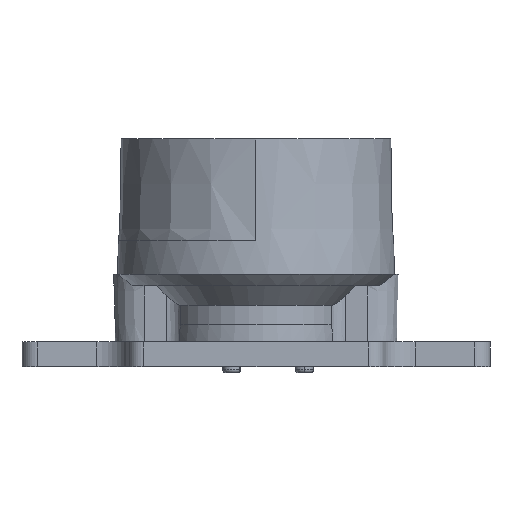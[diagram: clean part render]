
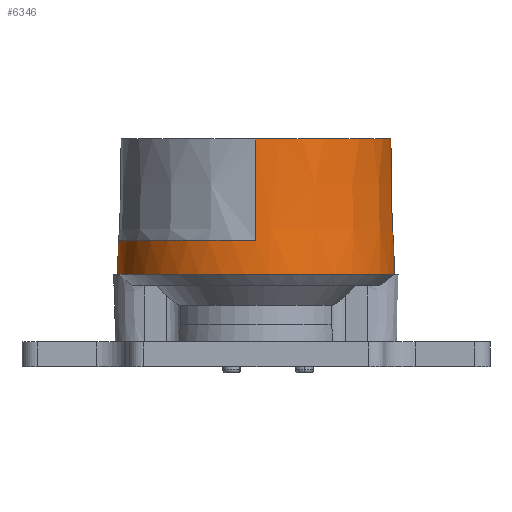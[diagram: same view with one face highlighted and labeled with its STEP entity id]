
A CAD part, left-side view. The second image highlights one B-rep face of the part: STEP entity #6346.
In plain terms, the highlighted conical face has half-angle 1.5 degrees and reference radius 8.764 mm.
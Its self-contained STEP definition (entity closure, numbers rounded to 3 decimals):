
#5028=DIRECTION('',(0.,0.026,1.));
#5029=VECTOR('',#5028,2.186);
#5030=CARTESIAN_POINT('',(0.,-8.877,4.314));
#5031=LINE('',#5030,#5029);
#5035=DIRECTION('',(0.026,0.,-1.));
#5036=VECTOR('',#5035,6.502);
#5037=CARTESIAN_POINT('',(8.65,0.,13.));
#5038=LINE('',#5037,#5036);
#5050=DIRECTION('',(-0.026,0.,-1.));
#5051=VECTOR('',#5050,6.502);
#5052=CARTESIAN_POINT('',(-8.65,0.,13.));
#5053=LINE('',#5052,#5051);
#5057=CARTESIAN_POINT('',(0.,0.,6.5));
#5058=DIRECTION('',(0.,0.,1.));
#5059=DIRECTION('',(0.,1.,0.));
#5060=AXIS2_PLACEMENT_3D('',#5057,#5058,#5059);
#5065=CARTESIAN_POINT('',(0.,0.,4.314));
#5066=DIRECTION('',(0.,0.,1.));
#5067=DIRECTION('',(0.,1.,0.));
#5068=AXIS2_PLACEMENT_3D('',#5065,#5066,#5067);
#5089=CARTESIAN_POINT('',(0.,0.,4.314));
#5090=DIRECTION('',(0.,0.,1.));
#5091=DIRECTION('',(-0.126,-0.992,0.));
#5092=AXIS2_PLACEMENT_3D('',#5089,#5090,#5091);
#5113=DIRECTION('',(0.,-0.026,1.));
#5114=VECTOR('',#5113,2.186);
#5115=CARTESIAN_POINT('',(0.,8.877,4.314));
#5116=LINE('',#5115,#5114);
#5120=CARTESIAN_POINT('',(0.,0.,13.));
#5121=DIRECTION('',(0.,0.,1.));
#5122=DIRECTION('',(-1.,0.,0.));
#5123=AXIS2_PLACEMENT_3D('',#5120,#5121,#5122);
#5128=CARTESIAN_POINT('',(0.,0.,6.5));
#5129=DIRECTION('',(0.,0.,1.));
#5130=DIRECTION('',(0.,-1.,0.));
#5131=AXIS2_PLACEMENT_3D('',#5128,#5129,#5130);
#5149=CARTESIAN_POINT('',(-1.114,8.807,4.314));
#5154=CARTESIAN_POINT('',(0.,0.,
4.314));
#5155=DIRECTION('',(0.,0.,1.));
#5156=DIRECTION('',(-0.126,0.992,0.));
#5157=AXIS2_PLACEMENT_3D('',#5154,#5155,#5156);
#5162=CARTESIAN_POINT('',(-1.114,-8.807,
4.314));
#5328=CARTESIAN_POINT('',(-8.65,0.,13.));
#5329=CARTESIAN_POINT('',(8.65,0.,13.));
#5330=VERTEX_POINT('',#5328);
#5331=VERTEX_POINT('',#5329);
#5332=CARTESIAN_POINT('',(0.,-8.82,6.5));
#5333=CARTESIAN_POINT('',(8.82,0.,6.5));
#5334=VERTEX_POINT('',#5332);
#5335=VERTEX_POINT('',#5333);
#5336=CARTESIAN_POINT('',(0.,8.82,6.5));
#5337=CARTESIAN_POINT('',(-8.82,0.,6.5));
#5338=VERTEX_POINT('',#5336);
#5339=VERTEX_POINT('',#5337);
#5342=VERTEX_POINT('',#5162);
#5343=VERTEX_POINT('',#5149);
#5360=CARTESIAN_POINT('',(0.,8.877,4.314));
#5361=VERTEX_POINT('',#5360);
#5362=CARTESIAN_POINT('',(0.,-8.877,4.314));
#5363=VERTEX_POINT('',#5362);
#6327=CARTESIAN_POINT('',(0.,0.,8.657));
#6328=DIRECTION('',(0.,0.,-1.));
#6329=DIRECTION('',(-1.,0.,0.));
#6330=AXIS2_PLACEMENT_3D('',#6327,#6328,#6329);
#6331=CONICAL_SURFACE('',#6330,8.764,1.5);
#6333=ORIENTED_EDGE('',*,*,#6332,.F.);
#6334=ORIENTED_EDGE('',*,*,#6293,.F.);
#6335=ORIENTED_EDGE('',*,*,#6274,.T.);
#6336=ORIENTED_EDGE('',*,*,#6272,.T.);
#6337=ORIENTED_EDGE('',*,*,#6270,.F.);
#6339=ORIENTED_EDGE('',*,*,#6338,.T.);
#6340=ORIENTED_EDGE('',*,*,#6266,.T.);
#6341=ORIENTED_EDGE('',*,*,#6264,.F.);
#6342=ORIENTED_EDGE('',*,*,#6262,.F.);
#6343=ORIENTED_EDGE('',*,*,#6313,.F.);
#6344=EDGE_LOOP('',(#6333,#6334,#6335,#6336,#6337,#6339,#6340,#6341,#6342,
#6343));
#6345=FACE_OUTER_BOUND('',#6344,.F.);
#6346=ADVANCED_FACE('',(#6345),#6331,.T.);
#5061=CIRCLE('',#5060,8.82);
#5069=CIRCLE('',#5068,8.877);
#5093=CIRCLE('',#5092,8.877);
#5124=CIRCLE('',#5123,8.65);
#5132=CIRCLE('',#5131,8.82);
#5158=CIRCLE('',#5157,8.877);
#6262=EDGE_CURVE('',#5363,#5334,#5031,.T.);
#6264=EDGE_CURVE('',#5334,#5335,#5132,.T.);
#6266=EDGE_CURVE('',#5331,#5335,#5038,.T.);
#6270=EDGE_CURVE('',#5330,#5339,#5053,.T.);
#6272=EDGE_CURVE('',#5338,#5339,#5061,.T.);
#6274=EDGE_CURVE('',#5361,#5338,#5116,.T.);
#6293=EDGE_CURVE('',#5361,#5343,#5069,.T.);
#6313=EDGE_CURVE('',#5342,#5363,#5093,.T.);
#6332=EDGE_CURVE('',#5343,#5342,#5158,.T.);
#6338=EDGE_CURVE('',#5330,#5331,#5124,.T.);
